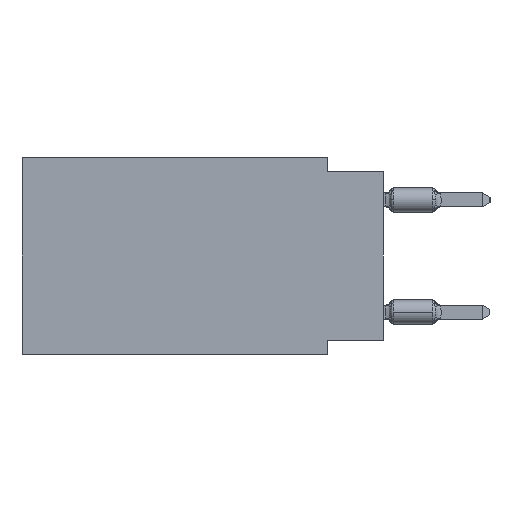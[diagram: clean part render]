
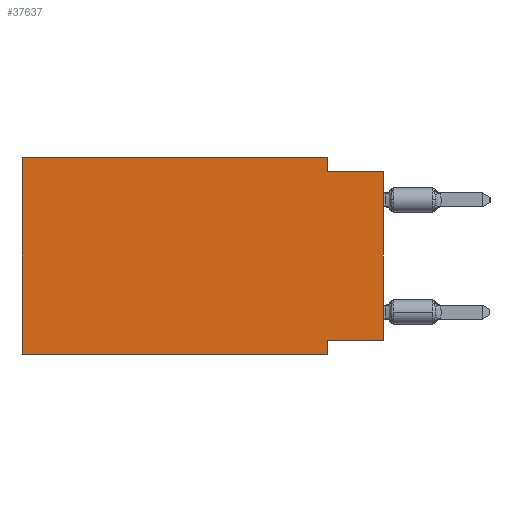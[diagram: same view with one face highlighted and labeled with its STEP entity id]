
A CAD part, left-side view. The second image highlights one B-rep face of the part: STEP entity #37637.
In plain terms, the highlighted planar face has unit normal (-1, 0, 0).
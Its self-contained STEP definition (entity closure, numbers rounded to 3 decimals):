
#320 = CARTESIAN_POINT ( 'NONE',  ( 0., 16.383, 0. ) ) ;
#453 = FACE_OUTER_BOUND ( 'NONE', #17800, .T. ) ;
#1342 = CARTESIAN_POINT ( 'NONE',  ( 0., 0., 0. ) ) ;
#2022 = ORIENTED_EDGE ( 'NONE', *, *, #30991, .T. ) ;
#2605 = EDGE_CURVE ( 'NONE', #12691, #8772, #41168, .T. ) ;
#3498 = DIRECTION ( 'NONE',  ( 0., 0., -1. ) ) ;
#3559 = VERTEX_POINT ( 'NONE', #46113 ) ;
#4243 = ORIENTED_EDGE ( 'NONE', *, *, #42891, .F. ) ;
#4386 = ORIENTED_EDGE ( 'NONE', *, *, #2605, .F. ) ;
#4602 = AXIS2_PLACEMENT_3D ( 'NONE', #28319, #25749, #3498 ) ;
#5096 = DIRECTION ( 'NONE',  ( 0., 0., 1. ) ) ;
#5123 = DIRECTION ( 'NONE',  ( 0., -1., 0. ) ) ;
#5776 = LINE ( 'NONE', #27550, #13559 ) ;
#7878 = CARTESIAN_POINT ( 'NONE',  ( 0., 0., -0.635 ) ) ;
#8138 = DIRECTION ( 'NONE',  ( 0., 0., 1. ) ) ;
#8380 = LINE ( 'NONE', #1342, #14558 ) ;
#8401 = CARTESIAN_POINT ( 'NONE',  ( 0., 16.383, 0. ) ) ;
#8727 = LINE ( 'NONE', #15999, #13693 ) ;
#8772 = VERTEX_POINT ( 'NONE', #320 ) ;
#9202 = LINE ( 'NONE', #12266, #45905 ) ;
#9290 = CARTESIAN_POINT ( 'NONE',  ( 0., 2.54, 0. ) ) ;
#10530 = CARTESIAN_POINT ( 'NONE',  ( 0., 0., -8.255 ) ) ;
#12266 = CARTESIAN_POINT ( 'NONE',  ( 0., 2.54, -8.89 ) ) ;
#12399 = LINE ( 'NONE', #37919, #44470 ) ;
#12691 = VERTEX_POINT ( 'NONE', #43971 ) ;
#13034 = CARTESIAN_POINT ( 'NONE',  ( 0., 16.383, -8.89 ) ) ;
#13559 = VECTOR ( 'NONE', #16567, 1000. ) ;
#13586 = EDGE_CURVE ( 'NONE', #12691, #3559, #30827, .T. ) ;
#13693 = VECTOR ( 'NONE', #41282, 1000. ) ;
#14558 = VECTOR ( 'NONE', #8138, 1000. ) ;
#15999 = CARTESIAN_POINT ( 'NONE',  ( 0., 2.54, 0. ) ) ;
#16446 = VERTEX_POINT ( 'NONE', #24225 ) ;
#16567 = DIRECTION ( 'NONE',  ( 0., 1., 0. ) ) ;
#16877 = ORIENTED_EDGE ( 'NONE', *, *, #23647, .F. ) ;
#17271 = CARTESIAN_POINT ( 'NONE',  ( 0., 0., -0.635 ) ) ;
#17800 = EDGE_LOOP ( 'NONE', ( #2022, #4243, #30262, #44746, #4386, #27995, #22871, #16877 ) ) ;
#18850 = VERTEX_POINT ( 'NONE', #17271 ) ;
#22512 = VERTEX_POINT ( 'NONE', #9290 ) ;
#22871 = ORIENTED_EDGE ( 'NONE', *, *, #28261, .F. ) ;
#23647 = EDGE_CURVE ( 'NONE', #37577, #27201, #5776, .T. ) ;
#24225 = CARTESIAN_POINT ( 'NONE',  ( 0., 2.54, -0.635 ) ) ;
#25749 = DIRECTION ( 'NONE',  ( 1., 0., 0. ) ) ;
#25831 = EDGE_CURVE ( 'NONE', #22512, #16446, #8727, .T. ) ;
#27201 = VERTEX_POINT ( 'NONE', #37998 ) ;
#27550 = CARTESIAN_POINT ( 'NONE',  ( 0., 0., -8.255 ) ) ;
#27995 = ORIENTED_EDGE ( 'NONE', *, *, #13586, .T. ) ;
#28261 = EDGE_CURVE ( 'NONE', #27201, #3559, #9202, .T. ) ;
#28319 = CARTESIAN_POINT ( 'NONE',  ( 0., 16.383, 0. ) ) ;
#29420 = EDGE_CURVE ( 'NONE', #8772, #22512, #12399, .T. ) ;
#29823 = DIRECTION ( 'NONE',  ( 0., 0., -1. ) ) ;
#30262 = ORIENTED_EDGE ( 'NONE', *, *, #25831, .F. ) ;
#30827 = LINE ( 'NONE', #13034, #42162 ) ;
#30991 = EDGE_CURVE ( 'NONE', #37577, #18850, #8380, .T. ) ;
#31998 = LINE ( 'NONE', #7878, #45387 ) ;
#35395 = VECTOR ( 'NONE', #5096, 1000. ) ;
#37577 = VERTEX_POINT ( 'NONE', #10530 ) ;
#37637 = ADVANCED_FACE ( 'NONE', ( #453 ), #43547, .F. ) ;
#37919 = CARTESIAN_POINT ( 'NONE',  ( 0., 16.383, 0. ) ) ;
#37998 = CARTESIAN_POINT ( 'NONE',  ( 0., 2.54, -8.255 ) ) ;
#39040 = DIRECTION ( 'NONE',  ( 0., -1., 0. ) ) ;
#41168 = LINE ( 'NONE', #8401, #35395 ) ;
#41282 = DIRECTION ( 'NONE',  ( 0., 0., -1. ) ) ;
#42162 = VECTOR ( 'NONE', #44874, 1000. ) ;
#42891 = EDGE_CURVE ( 'NONE', #16446, #18850, #31998, .T. ) ;
#43547 = PLANE ( 'NONE',  #4602 ) ;
#43971 = CARTESIAN_POINT ( 'NONE',  ( 0., 16.383, -8.89 ) ) ;
#44470 = VECTOR ( 'NONE', #5123, 1000. ) ;
#44746 = ORIENTED_EDGE ( 'NONE', *, *, #29420, .F. ) ;
#44874 = DIRECTION ( 'NONE',  ( 0., -1., 0. ) ) ;
#45387 = VECTOR ( 'NONE', #39040, 1000. ) ;
#45905 = VECTOR ( 'NONE', #29823, 1000. ) ;
#46113 = CARTESIAN_POINT ( 'NONE',  ( 0., 2.54, -8.89 ) ) ;
